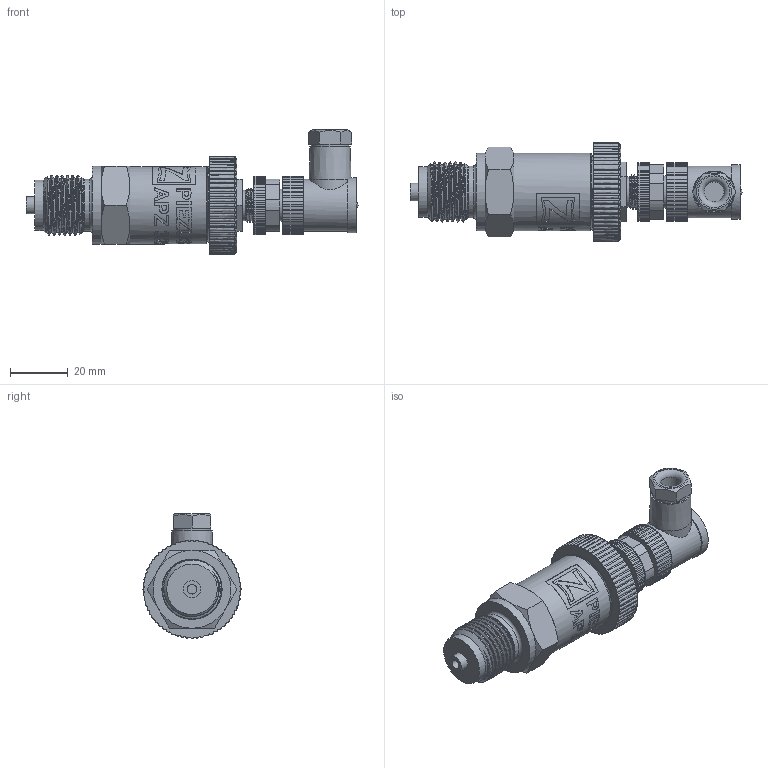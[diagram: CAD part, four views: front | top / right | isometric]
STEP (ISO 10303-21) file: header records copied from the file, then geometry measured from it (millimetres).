
FILE_DESCRIPTION(/* description */ (''),/* implementation_level */ '2;1');
FILE_NAME(/* name */ 'APZ3230_G1''2EN_M12x1-angular.step',/* time_stamp */ '2021-06-24T09:46:51+03:00',/* author */ (''),/* organization */ (''),/* preprocessor_version */ 'ST-DEVELOPER v18.1',/* originating_system */ 'Autodesk Translation Framework v10.9.0.1377',/* authorisation */ '');
FILE_SCHEMA (('AUTOMOTIVE_DESIGN { 1 0 10303 214 3 1 1 }'));
Products named in the file (6): APZ3230_G1'2EN_M12x1-angular; G1/2 EN; OMAL nut M27x1.5 v8; M12x1 male v16; Ш100.000.002 v4; M12x1 female angular v10
Assembly tree (5 placements, depth 2):
  APZ3230_G1'2EN_M12x1-angular
    G1/2 EN
    OMAL nut M27x1.5 v8
    M12x1 male v16
    Ш100.000.002 v4
    M12x1 female angular v10
Bounding box: 115.07 x 34 x 43.2 mm (x, y, z)
Volume: 50680 mm3; surface area: 20084.2 mm2
Topology: 16 solids, 16 shells, 985 faces, 2728 edges, 1820 vertices
Faces by surface type: bspline 460, cylinder 322, plane 169, cone 28, torus 5, sphere 1
Full cylindrical faces by diameter (mm): 1 x12, 1.5 x4, 3.3 x1, 6 x1, 7 x1, 8 x1, 8.2 x1, 9.471 x2, 10.6 x2, 10.741 x6, 11.035 x4, 11.156 x1, 11.884 x5, 12.152 x4, 13 x1, 14 x1, 14.137 x4, 14.526 x1, 15.85 x3, 17.5 x1, 18 x2, 18.631 x7, 19 x1, 21.4 x2, 22.4 x1, 24.5 x1, 25.132 x4, 25.526 x4, 26.85 x4, 27 x1
Entity records: 74481 total; most frequent: CARTESIAN_POINT 51895, ORIENTED_EDGE 5456, DIRECTION 3361, EDGE_CURVE 2728, VERTEX_POINT 1820, AXIS2_PLACEMENT_3D 1153, LINE 1055, VECTOR 1055
